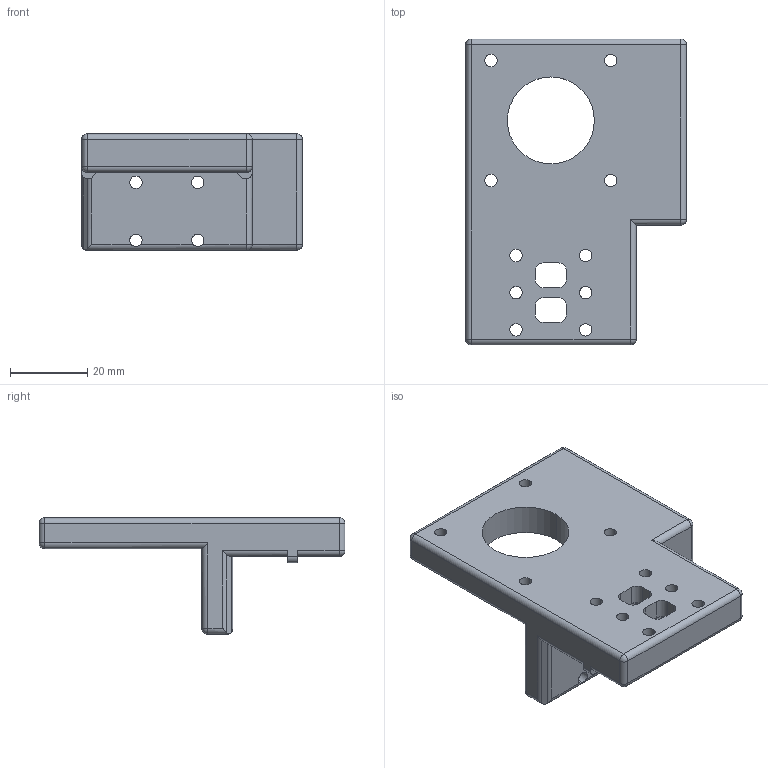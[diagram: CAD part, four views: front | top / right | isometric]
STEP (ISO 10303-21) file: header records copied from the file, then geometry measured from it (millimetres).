
FILE_DESCRIPTION (( 'STEP AP214' ), '1' );
FILE_NAME ('toolHeadCarriage.STEP', '2025-03-10T01:58:04', ( '' ), ( '' ), 'SwSTEP 2.0', 'SolidWorks 2024', '' );
FILE_SCHEMA (( 'AUTOMOTIVE_DESIGN' ));
Length unit declared in the file: millimetre
Products named in the file (1): toolHeadCarriage
Bounding box: 57.1 x 79.1 x 30.1 mm (x, y, z)
Volume: 36908.1 mm3; surface area: 14036.4 mm2
Topology: 1 solids, 1 shells, 183 faces, 511 edges, 318 vertices
Faces by surface type: plane 86, cylinder 78, sphere 11, cone 8
Entity records: 7942 total; most frequent: CARTESIAN_POINT 1144, DIRECTION 1001, ORIENTED_EDGE 1000, EDGE_CURVE 500, AXIS2_PLACEMENT_3D 343, VERTEX_POINT 318, VECTOR 315, LINE 315
